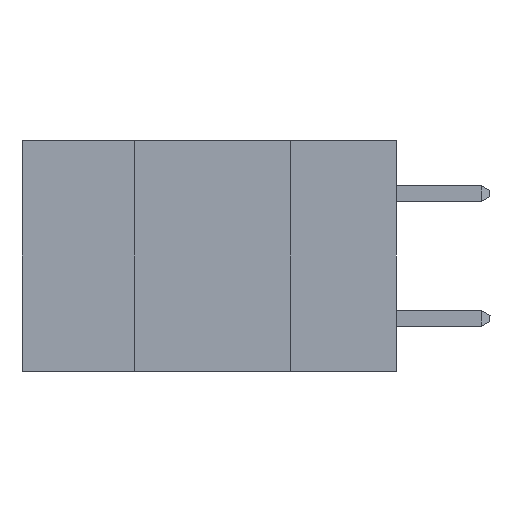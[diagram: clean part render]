
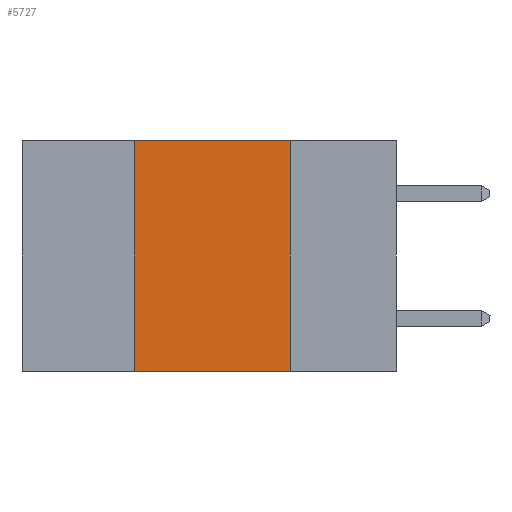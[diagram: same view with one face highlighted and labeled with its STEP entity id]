
A CAD part, left-side view. The second image highlights one B-rep face of the part: STEP entity #5727.
In plain terms, the highlighted planar face has unit normal (-1, 0, 0).
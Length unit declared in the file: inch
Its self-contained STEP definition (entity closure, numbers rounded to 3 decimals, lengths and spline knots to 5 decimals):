
#224 = ORIENTED_EDGE ( 'NONE', *, *, #23565, .F. ) ;
#630 = PLANE ( 'NONE',  #11558 ) ;
#3204 = VERTEX_POINT ( 'NONE', #19048 ) ;
#3720 = LINE ( 'NONE', #6023, #21906 ) ;
#3835 = VECTOR ( 'NONE', #16499, 39.37008 ) ;
#4496 = VECTOR ( 'NONE', #23996, 39.37008 ) ;
#4777 = ORIENTED_EDGE ( 'NONE', *, *, #7718, .F. ) ;
#5727 = ADVANCED_FACE ( 'NONE', ( #18672 ), #630, .F. ) ;
#5732 = DIRECTION ( 'NONE',  ( 0., 0., 1. ) ) ;
#6023 = CARTESIAN_POINT ( 'NONE',  ( 0., 0.6, 0. ) ) ;
#6548 = VERTEX_POINT ( 'NONE', #12158 ) ;
#6732 = CARTESIAN_POINT ( 'NONE',  ( 0., 0.42, 0. ) ) ;
#7690 = VERTEX_POINT ( 'NONE', #19959 ) ;
#7718 = EDGE_CURVE ( 'NONE', #3204, #7690, #15571, .T. ) ;
#7751 = LINE ( 'NONE', #9114, #4496 ) ;
#9114 = CARTESIAN_POINT ( 'NONE',  ( 0., 0.6, -0.37 ) ) ;
#9658 = DIRECTION ( 'NONE',  ( 1., 0., 0. ) ) ;
#10749 = ORIENTED_EDGE ( 'NONE', *, *, #14152, .F. ) ;
#11486 = VECTOR ( 'NONE', #5732, 39.37008 ) ;
#11558 = AXIS2_PLACEMENT_3D ( 'NONE', #13515, #9658, #17239 ) ;
#12054 = EDGE_LOOP ( 'NONE', ( #4777, #224, #10749, #15767 ) ) ;
#12158 = CARTESIAN_POINT ( 'NONE',  ( 0., 0.42, -0.37 ) ) ;
#13515 = CARTESIAN_POINT ( 'NONE',  ( 0., 0.6, 0. ) ) ;
#14152 = EDGE_CURVE ( 'NONE', #6548, #19766, #23841, .T. ) ;
#15571 = LINE ( 'NONE', #18235, #3835 ) ;
#15767 = ORIENTED_EDGE ( 'NONE', *, *, #17431, .T. ) ;
#16499 = DIRECTION ( 'NONE',  ( 0., 0., -1. ) ) ;
#17239 = DIRECTION ( 'NONE',  ( 0., 0., -1. ) ) ;
#17431 = EDGE_CURVE ( 'NONE', #6548, #7690, #7751, .T. ) ;
#18235 = CARTESIAN_POINT ( 'NONE',  ( 0., 0.17, 0. ) ) ;
#18672 = FACE_OUTER_BOUND ( 'NONE', #12054, .T. ) ;
#19048 = CARTESIAN_POINT ( 'NONE',  ( 0., 0.17, 0. ) ) ;
#19161 = DIRECTION ( 'NONE',  ( 0., -1., 0. ) ) ;
#19766 = VERTEX_POINT ( 'NONE', #6732 ) ;
#19959 = CARTESIAN_POINT ( 'NONE',  ( 0., 0.17, -0.37 ) ) ;
#20859 = CARTESIAN_POINT ( 'NONE',  ( 0., 0.42, 0. ) ) ;
#21906 = VECTOR ( 'NONE', #19161, 39.37008 ) ;
#23565 = EDGE_CURVE ( 'NONE', #19766, #3204, #3720, .T. ) ;
#23841 = LINE ( 'NONE', #20859, #11486 ) ;
#23996 = DIRECTION ( 'NONE',  ( 0., -1., 0. ) ) ;
